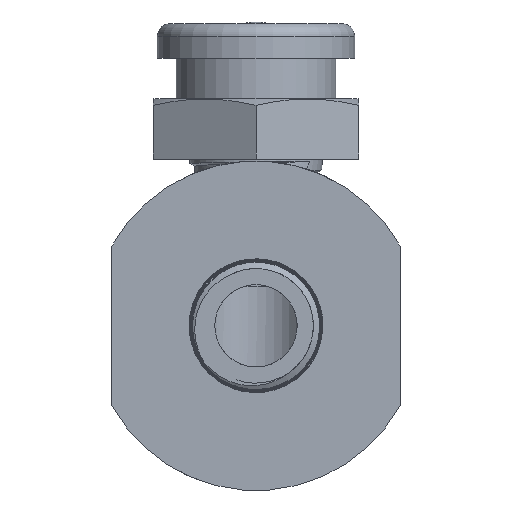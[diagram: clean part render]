
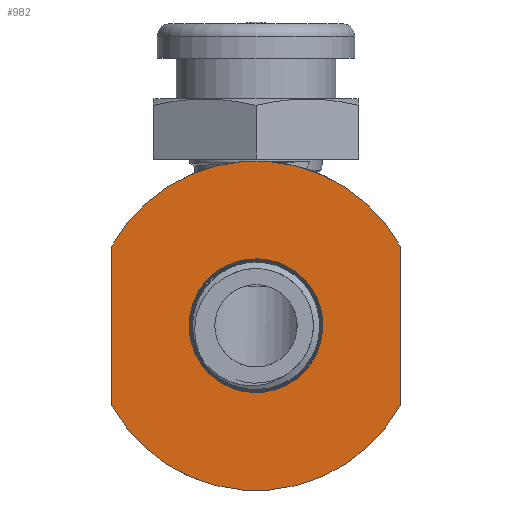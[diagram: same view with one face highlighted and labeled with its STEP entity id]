
A CAD part, front view. The second image highlights one B-rep face of the part: STEP entity #982.
In plain terms, the highlighted planar face has unit normal (0, -1, 0).
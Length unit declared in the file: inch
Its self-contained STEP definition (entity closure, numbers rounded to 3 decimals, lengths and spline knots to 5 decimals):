
#27=PLANE('',#1056);
#48=ELLIPSE('',#1055,0.20401,0.20031);
#81=FACE_BOUND('',#222,.T.);
#116=B_SPLINE_CURVE_WITH_KNOTS('',3,(#2727,#2728,#2729,#2730,#2731,#2732,
#2733,#2734,#2735,#2736,#2737,#2738,#2739,#2740,#2741,#2742,#2743,#2744,
#2745,#2746,#2747,#2748),.UNSPECIFIED.,.F.,.F.,(4,3,3,3,3,3,3,4),(0.,0.32966,
0.65936,0.98943,1.31956,1.64981,1.98043,
2.31062),.UNSPECIFIED.);
#157=FACE_OUTER_BOUND('',#221,.T.);
#221=EDGE_LOOP('',(#700,#701,#702,#703));
#222=EDGE_LOOP('',(#704,#705,#706,#707));
#297=LINE('',#2761,#342);
#305=LINE('',#2959,#350);
#306=LINE('',#2960,#351);
#342=VECTOR('',#1155,0.3937);
#350=VECTOR('',#1169,0.3937);
#351=VECTOR('',#1170,0.3937);
#379=CIRCLE('',#1042,0.5);
#385=CIRCLE('',#1057,0.5);
#386=CIRCLE('',#1058,0.2025);
#409=VERTEX_POINT('',#1314);
#410=VERTEX_POINT('',#1316);
#437=VERTEX_POINT('',#2725);
#438=VERTEX_POINT('',#2726);
#440=VERTEX_POINT('',#2760);
#447=VERTEX_POINT('',#2889);
#450=VERTEX_POINT('',#2956);
#451=VERTEX_POINT('',#2957);
#501=EDGE_CURVE('',#409,#410,#379,.T.);
#534=EDGE_CURVE('',#437,#438,#116,.T.);
#537=EDGE_CURVE('',#438,#440,#297,.T.);
#546=EDGE_CURVE('',#447,#437,#48,.T.);
#551=EDGE_CURVE('',#450,#451,#385,.T.);
#552=EDGE_CURVE('',#410,#450,#305,.T.);
#553=EDGE_CURVE('',#451,#409,#306,.T.);
#554=EDGE_CURVE('',#440,#447,#386,.T.);
#700=ORIENTED_EDGE('',*,*,#551,.F.);
#701=ORIENTED_EDGE('',*,*,#552,.F.);
#702=ORIENTED_EDGE('',*,*,#501,.F.);
#703=ORIENTED_EDGE('',*,*,#553,.F.);
#704=ORIENTED_EDGE('',*,*,#546,.T.);
#705=ORIENTED_EDGE('',*,*,#534,.T.);
#706=ORIENTED_EDGE('',*,*,#537,.T.);
#707=ORIENTED_EDGE('',*,*,#554,.T.);
#982=ADVANCED_FACE('',(#157,#81),#27,.F.);
#1042=AXIS2_PLACEMENT_3D('',#1317,#1121,#1122);
#1055=AXIS2_PLACEMENT_3D('',#2890,#1161,#1162);
#1056=AXIS2_PLACEMENT_3D('',#2955,#1165,#1166);
#1057=AXIS2_PLACEMENT_3D('',#2958,#1167,#1168);
#1058=AXIS2_PLACEMENT_3D('',#2961,#1171,#1172);
#1121=DIRECTION('center_axis',(0.,1.,0.));
#1122=DIRECTION('ref_axis',(-0.875,0.,0.484));
#1155=DIRECTION('',(-0.998,0.,-0.063));
#1161=DIRECTION('center_axis',(0.,-1.,0.));
#1162=DIRECTION('ref_axis',(0.874,0.,0.486));
#1165=DIRECTION('center_axis',(0.,1.,0.));
#1166=DIRECTION('ref_axis',(0.,0.,1.));
#1167=DIRECTION('center_axis',(0.,1.,0.));
#1168=DIRECTION('ref_axis',(0.875,0.,-0.484));
#1169=DIRECTION('',(0.,0.,-1.));
#1170=DIRECTION('',(0.,0.,1.));
#1171=DIRECTION('center_axis',(0.,1.,0.));
#1172=DIRECTION('ref_axis',(-1.,0.,0.));
#1314=CARTESIAN_POINT('',(-0.4375,-0.625,0.24206));
#1316=CARTESIAN_POINT('',(0.4375,-0.625,0.24206));
#1317=CARTESIAN_POINT('Origin',(0.,-0.625,0.));
#2725=CARTESIAN_POINT('',(-0.03748,-0.625,-0.19932));
#2726=CARTESIAN_POINT('',(0.20319,-0.625,0.01278));
#2727=CARTESIAN_POINT('Ctrl Pts',(-0.03748,-0.625,-0.19932));
#2728=CARTESIAN_POINT('Ctrl Pts',(-0.08,-0.625,-0.19136));
#2729=CARTESIAN_POINT('Ctrl Pts',(-0.11959,-0.625,-0.16947));
#2730=CARTESIAN_POINT('Ctrl Pts',(-0.14888,-0.625,-0.13793));
#2731=CARTESIAN_POINT('Ctrl Pts',(-0.17817,-0.625,-0.10639));
#2732=CARTESIAN_POINT('Ctrl Pts',(-0.19716,-0.625,-0.06502));
#2733=CARTESIAN_POINT('Ctrl Pts',(-0.20191,-0.625,-0.02221));
#2734=CARTESIAN_POINT('Ctrl Pts',(-0.20666,-0.625,0.02064));
#2735=CARTESIAN_POINT('Ctrl Pts',(-0.19725,-0.625,0.06502));
#2736=CARTESIAN_POINT('Ctrl Pts',(-0.1755,-0.625,0.10238));
#2737=CARTESIAN_POINT('Ctrl Pts',(-0.15374,-0.625,0.13974));
#2738=CARTESIAN_POINT('Ctrl Pts',(-0.11972,-0.625,0.16987));
#2739=CARTESIAN_POINT('Ctrl Pts',(-0.08013,-0.625,0.18689));
#2740=CARTESIAN_POINT('Ctrl Pts',(-0.04053,-0.625,0.20392));
#2741=CARTESIAN_POINT('Ctrl Pts',(0.00486,-0.625,0.20788));
#2742=CARTESIAN_POINT('Ctrl Pts',(0.0469,-0.625,0.19795));
#2743=CARTESIAN_POINT('Ctrl Pts',(0.08898,-0.625,0.188));
#2744=CARTESIAN_POINT('Ctrl Pts',(0.12769,-0.625,0.16421));
#2745=CARTESIAN_POINT('Ctrl Pts',(0.15558,-0.625,0.13118));
#2746=CARTESIAN_POINT('Ctrl Pts',(0.18343,-0.625,0.0982));
#2747=CARTESIAN_POINT('Ctrl Pts',(0.20043,-0.625,0.05603));
#2748=CARTESIAN_POINT('Ctrl Pts',(0.20319,-0.625,0.01278));
#2760=CARTESIAN_POINT('',(0.2021,-0.625,0.01271));
#2761=CARTESIAN_POINT('',(0.09793,-0.625,0.00616));
#2889=CARTESIAN_POINT('',(-0.04306,-0.625,-0.19787));
#2890=CARTESIAN_POINT('Origin',(0.01428,-0.625,-0.004));
#2955=CARTESIAN_POINT('Origin',(0.,-0.625,0.));
#2956=CARTESIAN_POINT('',(0.4375,-0.625,-0.24206));
#2957=CARTESIAN_POINT('',(-0.4375,-0.625,-0.24206));
#2958=CARTESIAN_POINT('Origin',(0.,-0.625,0.));
#2959=CARTESIAN_POINT('',(0.4375,-0.625,0.24206));
#2960=CARTESIAN_POINT('',(-0.4375,-0.625,-0.24206));
#2961=CARTESIAN_POINT('Origin',(0.,-0.625,0.));
